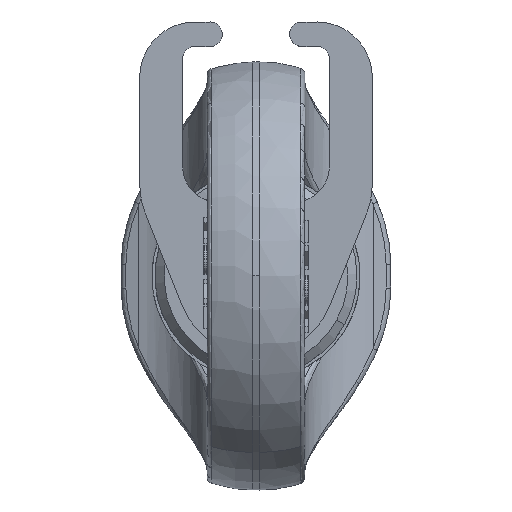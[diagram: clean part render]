
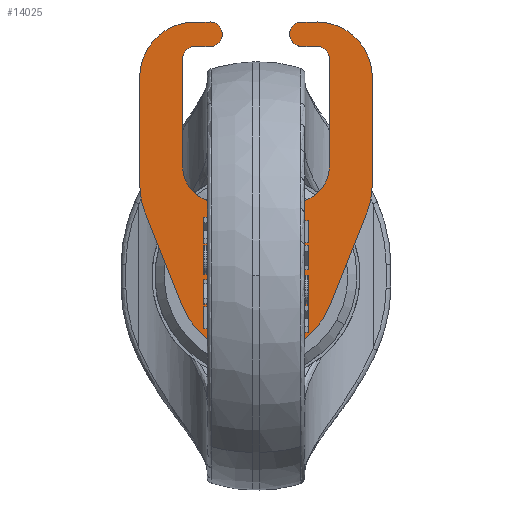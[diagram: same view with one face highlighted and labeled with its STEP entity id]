
A CAD part, top view. The second image highlights one B-rep face of the part: STEP entity #14025.
In plain terms, the highlighted planar face has unit normal (0, 0, 1).
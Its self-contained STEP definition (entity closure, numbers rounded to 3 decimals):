
#13481=CARTESIAN_POINT('Vertex',(19.,32.5,-7.6)) ;
#13488=CARTESIAN_POINT('Vertex',(10.,41.5,-7.6)) ;
#13491=CARTESIAN_POINT('Axis2P3D Location',(10.,32.5,-7.6)) ;
#13512=CARTESIAN_POINT('Vertex',(7.5,41.5,-7.6)) ;
#13515=CARTESIAN_POINT('Line Origine',(8.75,41.5,-7.6)) ;
#13536=CARTESIAN_POINT('Vertex',(7.5,37.5,-7.6)) ;
#13540=CARTESIAN_POINT('Control Point',(7.5,41.5,-7.6)) ;
#13541=CARTESIAN_POINT('Control Point',(6.872,41.5,-7.6)) ;
#13542=CARTESIAN_POINT('Control Point',(6.243,41.253,-7.6)) ;
#13543=CARTESIAN_POINT('Control Point',(5.747,40.757,-7.6)) ;
#13544=CARTESIAN_POINT('Control Point',(5.253,39.5,-7.6)) ;
#13545=CARTESIAN_POINT('Control Point',(5.747,38.243,-7.6)) ;
#13546=CARTESIAN_POINT('Control Point',(6.243,37.747,-7.6)) ;
#13547=CARTESIAN_POINT('Control Point',(6.872,37.5,-7.6)) ;
#13548=CARTESIAN_POINT('Control Point',(7.5,37.5,-7.6)) ;
#13566=CARTESIAN_POINT('Vertex',(10.,37.5,-7.6)) ;
#13569=CARTESIAN_POINT('Line Origine',(8.75,37.5,-7.6)) ;
#13586=CARTESIAN_POINT('Axis2P3D Location',(10.,35.5,-7.6)) ;
#13590=CARTESIAN_POINT('Vertex',(12.,35.5,-7.6)) ;
#13614=CARTESIAN_POINT('Vertex',(12.,18.,-7.6)) ;
#13617=CARTESIAN_POINT('Line Origine',(12.,26.75,-7.6)) ;
#13634=CARTESIAN_POINT('Axis2P3D Location',(6.,18.,-7.6)) ;
#13638=CARTESIAN_POINT('Vertex',(6.,12.,-7.6)) ;
#13662=CARTESIAN_POINT('Vertex',(-6.,12.,-7.6)) ;
#13665=CARTESIAN_POINT('Line Origine',(0.,12.,-7.6)) ;
#13682=CARTESIAN_POINT('Axis2P3D Location',(-6.,18.,-7.6)) ;
#13686=CARTESIAN_POINT('Vertex',(-12.,18.,-7.6)) ;
#13710=CARTESIAN_POINT('Vertex',(-12.,35.5,-7.6)) ;
#13713=CARTESIAN_POINT('Line Origine',(-12.,26.75,-7.6)) ;
#13730=CARTESIAN_POINT('Axis2P3D Location',(-10.,35.5,-7.6)) ;
#13734=CARTESIAN_POINT('Vertex',(-10.,37.5,-7.6)) ;
#13753=CARTESIAN_POINT('Vertex',(-7.5,37.5,-7.6)) ;
#13756=CARTESIAN_POINT('Line Origine',(-8.75,37.5,-7.6)) ;
#13777=CARTESIAN_POINT('Vertex',(-7.5,41.5,-7.6)) ;
#13780=CARTESIAN_POINT('Axis2P3D Location',(-7.5,39.5,-7.6)) ;
#13796=CARTESIAN_POINT('Vertex',(-10.,41.5,-7.6)) ;
#13799=CARTESIAN_POINT('Line Origine',(-8.75,41.5,-7.6)) ;
#13820=CARTESIAN_POINT('Vertex',(-19.,32.5,-7.6)) ;
#13823=CARTESIAN_POINT('Axis2P3D Location',(-10.,32.5,-7.6)) ;
#13844=CARTESIAN_POINT('Vertex',(-19.,15.1,-7.6)) ;
#13847=CARTESIAN_POINT('Line Origine',(-19.,23.8,-7.6)) ;
#13868=CARTESIAN_POINT('Vertex',(-18.081,10.299,-7.6)) ;
#13871=CARTESIAN_POINT('Axis2P3D Location',(-6.,15.1,-7.6)) ;
#13892=CARTESIAN_POINT('Vertex',(-12.081,-4.801,-7.6)) ;
#13895=CARTESIAN_POINT('Line Origine',(-15.081,2.749,-7.6)) ;
#13916=CARTESIAN_POINT('Vertex',(12.081,-4.801,-7.6)) ;
#13919=CARTESIAN_POINT('Axis2P3D Location',(0.,0.,-7.6)) ;
#13936=CARTESIAN_POINT('Line Origine',(15.081,2.749,-7.6)) ;
#13940=CARTESIAN_POINT('Vertex',(18.081,10.299,-7.6)) ;
#13964=CARTESIAN_POINT('Vertex',(19.,15.1,-7.6)) ;
#13967=CARTESIAN_POINT('Axis2P3D Location',(6.,15.1,-7.6)) ;
#13984=CARTESIAN_POINT('Line Origine',(19.,23.8,-7.6)) ;
#13996=CARTESIAN_POINT('Axis2P3D Location',(0.,0.,-7.6)) ;
#13492=DIRECTION('Axis2P3D Direction',(0.,0.,1.)) ;
#13516=DIRECTION('Vector Direction',(-1.,0.,0.)) ;
#13570=DIRECTION('Vector Direction',(1.,0.,0.)) ;
#13587=DIRECTION('Axis2P3D Direction',(0.,0.,1.)) ;
#13618=DIRECTION('Vector Direction',(0.,-1.,0.)) ;
#13635=DIRECTION('Axis2P3D Direction',(0.,0.,1.)) ;
#13666=DIRECTION('Vector Direction',(-1.,0.,0.)) ;
#13683=DIRECTION('Axis2P3D Direction',(0.,0.,1.)) ;
#13714=DIRECTION('Vector Direction',(0.,1.,0.)) ;
#13731=DIRECTION('Axis2P3D Direction',(0.,0.,1.)) ;
#13757=DIRECTION('Vector Direction',(1.,0.,0.)) ;
#13781=DIRECTION('Axis2P3D Direction',(0.,0.,1.)) ;
#13800=DIRECTION('Vector Direction',(-1.,0.,0.)) ;
#13824=DIRECTION('Axis2P3D Direction',(0.,0.,1.)) ;
#13848=DIRECTION('Vector Direction',(0.,-1.,0.)) ;
#13872=DIRECTION('Axis2P3D Direction',(0.,0.,1.)) ;
#13896=DIRECTION('Vector Direction',(0.369,-0.929,0.)) ;
#13920=DIRECTION('Axis2P3D Direction',(0.,0.,1.)) ;
#13937=DIRECTION('Vector Direction',(-0.369,-0.929,0.)) ;
#13968=DIRECTION('Axis2P3D Direction',(0.,0.,1.)) ;
#13985=DIRECTION('Vector Direction',(0.,1.,0.)) ;
#13997=DIRECTION('Axis2P3D Direction',(0.,0.,1.)) ;
#13998=DIRECTION('Axis2P3D XDirection',(0.,1.,0.)) ;
#13493=AXIS2_PLACEMENT_3D('Circle Axis2P3D',#13491,#13492,$) ;
#13588=AXIS2_PLACEMENT_3D('Circle Axis2P3D',#13586,#13587,$) ;
#13636=AXIS2_PLACEMENT_3D('Circle Axis2P3D',#13634,#13635,$) ;
#13684=AXIS2_PLACEMENT_3D('Circle Axis2P3D',#13682,#13683,$) ;
#13732=AXIS2_PLACEMENT_3D('Circle Axis2P3D',#13730,#13731,$) ;
#13782=AXIS2_PLACEMENT_3D('Circle Axis2P3D',#13780,#13781,$) ;
#13825=AXIS2_PLACEMENT_3D('Circle Axis2P3D',#13823,#13824,$) ;
#13873=AXIS2_PLACEMENT_3D('Circle Axis2P3D',#13871,#13872,$) ;
#13921=AXIS2_PLACEMENT_3D('Circle Axis2P3D',#13919,#13920,$) ;
#13969=AXIS2_PLACEMENT_3D('Circle Axis2P3D',#13967,#13968,$) ;
#13999=AXIS2_PLACEMENT_3D('Plane Axis2P3D',#13996,#13997,#13998) ;
#14002=ORIENTED_EDGE('',*,*,#13988,.T.) ;
#14003=ORIENTED_EDGE('',*,*,#13495,.T.) ;
#14004=ORIENTED_EDGE('',*,*,#13519,.T.) ;
#14005=ORIENTED_EDGE('',*,*,#13549,.T.) ;
#14006=ORIENTED_EDGE('',*,*,#13573,.T.) ;
#14007=ORIENTED_EDGE('',*,*,#13592,.F.) ;
#14008=ORIENTED_EDGE('',*,*,#13621,.T.) ;
#14009=ORIENTED_EDGE('',*,*,#13640,.F.) ;
#14010=ORIENTED_EDGE('',*,*,#13669,.T.) ;
#14011=ORIENTED_EDGE('',*,*,#13688,.F.) ;
#14012=ORIENTED_EDGE('',*,*,#13717,.T.) ;
#14013=ORIENTED_EDGE('',*,*,#13736,.F.) ;
#14014=ORIENTED_EDGE('',*,*,#13760,.T.) ;
#14015=ORIENTED_EDGE('',*,*,#13784,.T.) ;
#14016=ORIENTED_EDGE('',*,*,#13803,.T.) ;
#14017=ORIENTED_EDGE('',*,*,#13827,.T.) ;
#14018=ORIENTED_EDGE('',*,*,#13851,.T.) ;
#14019=ORIENTED_EDGE('',*,*,#13875,.T.) ;
#14020=ORIENTED_EDGE('',*,*,#13899,.T.) ;
#14021=ORIENTED_EDGE('',*,*,#13923,.T.) ;
#14022=ORIENTED_EDGE('',*,*,#13942,.F.) ;
#14023=ORIENTED_EDGE('',*,*,#13971,.T.) ;
#13517=VECTOR('Line Direction',#13516,1.) ;
#13571=VECTOR('Line Direction',#13570,1.) ;
#13619=VECTOR('Line Direction',#13618,1.) ;
#13667=VECTOR('Line Direction',#13666,1.) ;
#13715=VECTOR('Line Direction',#13714,1.) ;
#13758=VECTOR('Line Direction',#13757,1.) ;
#13801=VECTOR('Line Direction',#13800,1.) ;
#13849=VECTOR('Line Direction',#13848,1.) ;
#13897=VECTOR('Line Direction',#13896,1.) ;
#13938=VECTOR('Line Direction',#13937,1.) ;
#13986=VECTOR('Line Direction',#13985,1.) ;
#14025=ADVANCED_FACE('\X2\52A05DE55716\X0\(\X2\53D66D88659C9762\X0\)',(#14024),#14000,.T.) ;
#13539=B_SPLINE_CURVE_WITH_KNOTS('',5,(#13540,#13541,#13542,#13543,#13544,#13545,#13546,#13547,#13548),.UNSPECIFIED.,.F.,.U.,(6,3,6),(-3.142,0.,3.142),.UNSPECIFIED.) ;
#13494=CIRCLE('generated circle',#13493,9.) ;
#13589=CIRCLE('generated circle',#13588,2.) ;
#13637=CIRCLE('generated circle',#13636,6.) ;
#13685=CIRCLE('generated circle',#13684,6.) ;
#13733=CIRCLE('generated circle',#13732,2.) ;
#13783=CIRCLE('generated circle',#13782,2.) ;
#13826=CIRCLE('generated circle',#13825,9.) ;
#13874=CIRCLE('generated circle',#13873,13.) ;
#13922=CIRCLE('generated circle',#13921,13.) ;
#13970=CIRCLE('generated circle',#13969,13.) ;
#13495=EDGE_CURVE('',#13482,#13489,#13494,.T.) ;
#13519=EDGE_CURVE('',#13489,#13513,#13518,.T.) ;
#13549=EDGE_CURVE('',#13513,#13537,#13539,.T.) ;
#13573=EDGE_CURVE('',#13537,#13567,#13572,.T.) ;
#13592=EDGE_CURVE('',#13591,#13567,#13589,.T.) ;
#13621=EDGE_CURVE('',#13591,#13615,#13620,.T.) ;
#13640=EDGE_CURVE('',#13639,#13615,#13637,.T.) ;
#13669=EDGE_CURVE('',#13639,#13663,#13668,.T.) ;
#13688=EDGE_CURVE('',#13687,#13663,#13685,.T.) ;
#13717=EDGE_CURVE('',#13687,#13711,#13716,.T.) ;
#13736=EDGE_CURVE('',#13735,#13711,#13733,.T.) ;
#13760=EDGE_CURVE('',#13735,#13754,#13759,.T.) ;
#13784=EDGE_CURVE('',#13754,#13778,#13783,.T.) ;
#13803=EDGE_CURVE('',#13778,#13797,#13802,.T.) ;
#13827=EDGE_CURVE('',#13797,#13821,#13826,.T.) ;
#13851=EDGE_CURVE('',#13821,#13845,#13850,.T.) ;
#13875=EDGE_CURVE('',#13845,#13869,#13874,.T.) ;
#13899=EDGE_CURVE('',#13869,#13893,#13898,.T.) ;
#13923=EDGE_CURVE('',#13893,#13917,#13922,.T.) ;
#13942=EDGE_CURVE('',#13941,#13917,#13939,.T.) ;
#13971=EDGE_CURVE('',#13941,#13965,#13970,.T.) ;
#13988=EDGE_CURVE('',#13965,#13482,#13987,.T.) ;
#14001=EDGE_LOOP('',(#14002,#14003,#14004,#14005,#14006,#14007,#14008,#14009,#14010,#14011,#14012,#14013,#14014,#14015,#14016,#14017,#14018,#14019,#14020,#14021,#14022,#14023)) ;
#14024=FACE_OUTER_BOUND('',#14001,.T.) ;
#13518=LINE('Line',#13515,#13517) ;
#13572=LINE('Line',#13569,#13571) ;
#13620=LINE('Line',#13617,#13619) ;
#13668=LINE('Line',#13665,#13667) ;
#13716=LINE('Line',#13713,#13715) ;
#13759=LINE('Line',#13756,#13758) ;
#13802=LINE('Line',#13799,#13801) ;
#13850=LINE('Line',#13847,#13849) ;
#13898=LINE('Line',#13895,#13897) ;
#13939=LINE('Line',#13936,#13938) ;
#13987=LINE('Line',#13984,#13986) ;
#14000=PLANE('',#13999) ;
#13482=VERTEX_POINT('',#13481) ;
#13489=VERTEX_POINT('',#13488) ;
#13513=VERTEX_POINT('',#13512) ;
#13537=VERTEX_POINT('',#13536) ;
#13567=VERTEX_POINT('',#13566) ;
#13591=VERTEX_POINT('',#13590) ;
#13615=VERTEX_POINT('',#13614) ;
#13639=VERTEX_POINT('',#13638) ;
#13663=VERTEX_POINT('',#13662) ;
#13687=VERTEX_POINT('',#13686) ;
#13711=VERTEX_POINT('',#13710) ;
#13735=VERTEX_POINT('',#13734) ;
#13754=VERTEX_POINT('',#13753) ;
#13778=VERTEX_POINT('',#13777) ;
#13797=VERTEX_POINT('',#13796) ;
#13821=VERTEX_POINT('',#13820) ;
#13845=VERTEX_POINT('',#13844) ;
#13869=VERTEX_POINT('',#13868) ;
#13893=VERTEX_POINT('',#13892) ;
#13917=VERTEX_POINT('',#13916) ;
#13941=VERTEX_POINT('',#13940) ;
#13965=VERTEX_POINT('',#13964) ;
